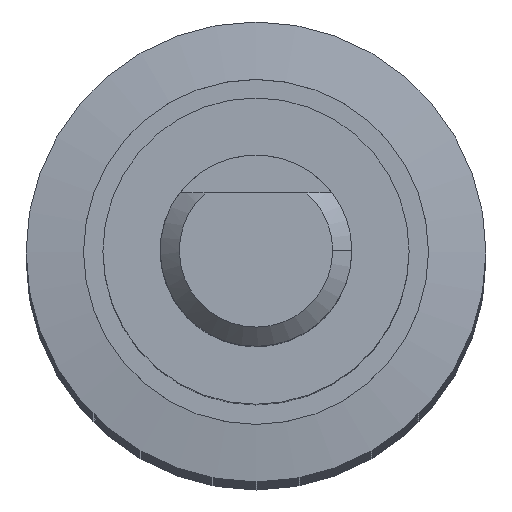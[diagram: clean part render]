
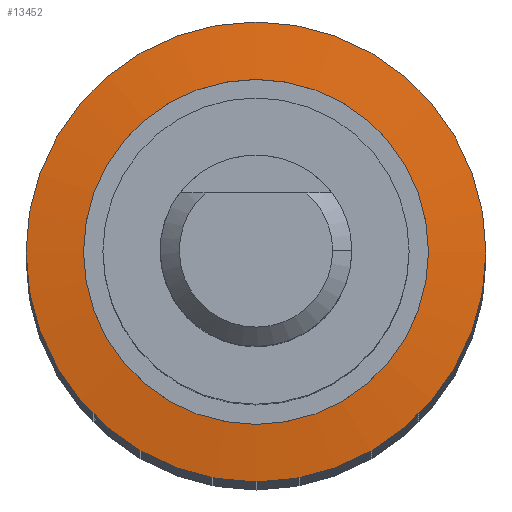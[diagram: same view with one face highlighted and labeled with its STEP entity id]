
A CAD part, top view. The second image highlights one B-rep face of the part: STEP entity #13452.
In plain terms, the highlighted conical face has half-angle 82.5 degrees and reference radius 4.5 mm.
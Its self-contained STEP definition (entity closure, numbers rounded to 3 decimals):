
#13384 = CYLINDRICAL_SURFACE('',#13385,6.);
#13385 = AXIS2_PLACEMENT_3D('',#13386,#13387,#13388);
#13386 = CARTESIAN_POINT('',(0.,0.,0.));
#13387 = DIRECTION('',(-0.,-0.,-1.));
#13388 = DIRECTION('',(1.,0.,0.));
#13402 = VERTEX_POINT('',#13403);
#13403 = CARTESIAN_POINT('',(6.,0.,127.4));
#13426 = EDGE_CURVE('',#13402,#13402,#13427,.T.);
#13427 = SURFACE_CURVE('',#13428,(#13433,#13440),.PCURVE_S1.);
#13428 = CIRCLE('',#13429,6.);
#13429 = AXIS2_PLACEMENT_3D('',#13430,#13431,#13432);
#13430 = CARTESIAN_POINT('',(0.,0.,127.4));
#13431 = DIRECTION('',(-0.,0.,1.));
#13432 = DIRECTION('',(1.,0.,0.));
#13433 = PCURVE('',#13384,#13434);
#13434 = DEFINITIONAL_REPRESENTATION('',(#13435),#13439);
#13435 = LINE('',#13436,#13437);
#13436 = CARTESIAN_POINT('',(-0.,-127.4));
#13437 = VECTOR('',#13438,1.);
#13438 = DIRECTION('',(-1.,0.));
#13439 = ( GEOMETRIC_REPRESENTATION_CONTEXT(2) 
PARAMETRIC_REPRESENTATION_CONTEXT() REPRESENTATION_CONTEXT('2D SPACE',''
  ) );
#13440 = PCURVE('',#13441,#13446);
#13441 = CONICAL_SURFACE('',#13442,4.5,1.44);
#13442 = AXIS2_PLACEMENT_3D('',#13443,#13444,#13445);
#13443 = CARTESIAN_POINT('',(0.,0.,127.597));
#13444 = DIRECTION('',(-0.,0.,-1.));
#13445 = DIRECTION('',(1.,0.,0.));
#13446 = DEFINITIONAL_REPRESENTATION('',(#13447),#13451);
#13447 = LINE('',#13448,#13449);
#13448 = CARTESIAN_POINT('',(-0.,0.197));
#13449 = VECTOR('',#13450,1.);
#13450 = DIRECTION('',(-1.,0.));
#13451 = ( GEOMETRIC_REPRESENTATION_CONTEXT(2) 
PARAMETRIC_REPRESENTATION_CONTEXT() REPRESENTATION_CONTEXT('2D SPACE',''
  ) );
#13452 = ADVANCED_FACE('',(#13453),#13441,.T.);
#13453 = FACE_BOUND('',#13454,.F.);
#13454 = EDGE_LOOP('',(#13455,#13478,#13505,#13506));
#13455 = ORIENTED_EDGE('',*,*,#13456,.F.);
#13456 = EDGE_CURVE('',#13457,#13402,#13459,.T.);
#13457 = VERTEX_POINT('',#13458);
#13458 = CARTESIAN_POINT('',(4.5,0.,127.597));
#13459 = SEAM_CURVE('',#13460,(#13464,#13471),.PCURVE_S1.);
#13460 = LINE('',#13461,#13462);
#13461 = CARTESIAN_POINT('',(4.5,0.,127.597));
#13462 = VECTOR('',#13463,1.);
#13463 = DIRECTION('',(0.991,0.,-0.131));
#13464 = PCURVE('',#13441,#13465);
#13465 = DEFINITIONAL_REPRESENTATION('',(#13466),#13470);
#13466 = LINE('',#13467,#13468);
#13467 = CARTESIAN_POINT('',(-0.,0.));
#13468 = VECTOR('',#13469,1.);
#13469 = DIRECTION('',(-0.,1.));
#13470 = ( GEOMETRIC_REPRESENTATION_CONTEXT(2) 
PARAMETRIC_REPRESENTATION_CONTEXT() REPRESENTATION_CONTEXT('2D SPACE',''
  ) );
#13471 = PCURVE('',#13441,#13472);
#13472 = DEFINITIONAL_REPRESENTATION('',(#13473),#13477);
#13473 = LINE('',#13474,#13475);
#13474 = CARTESIAN_POINT('',(-6.283,0.));
#13475 = VECTOR('',#13476,1.);
#13476 = DIRECTION('',(-0.,1.));
#13477 = ( GEOMETRIC_REPRESENTATION_CONTEXT(2) 
PARAMETRIC_REPRESENTATION_CONTEXT() REPRESENTATION_CONTEXT('2D SPACE',''
  ) );
#13478 = ORIENTED_EDGE('',*,*,#13479,.T.);
#13479 = EDGE_CURVE('',#13457,#13457,#13480,.T.);
#13480 = SURFACE_CURVE('',#13481,(#13486,#13493),.PCURVE_S1.);
#13481 = CIRCLE('',#13482,4.5);
#13482 = AXIS2_PLACEMENT_3D('',#13483,#13484,#13485);
#13483 = CARTESIAN_POINT('',(0.,0.,127.597));
#13484 = DIRECTION('',(-0.,0.,1.));
#13485 = DIRECTION('',(1.,0.,0.));
#13486 = PCURVE('',#13441,#13487);
#13487 = DEFINITIONAL_REPRESENTATION('',(#13488),#13492);
#13488 = LINE('',#13489,#13490);
#13489 = CARTESIAN_POINT('',(-0.,0.));
#13490 = VECTOR('',#13491,1.);
#13491 = DIRECTION('',(-1.,0.));
#13492 = ( GEOMETRIC_REPRESENTATION_CONTEXT(2) 
PARAMETRIC_REPRESENTATION_CONTEXT() REPRESENTATION_CONTEXT('2D SPACE',''
  ) );
#13493 = PCURVE('',#13494,#13499);
#13494 = CYLINDRICAL_SURFACE('',#13495,4.5);
#13495 = AXIS2_PLACEMENT_3D('',#13496,#13497,#13498);
#13496 = CARTESIAN_POINT('',(0.,0.,128.203));
#13497 = DIRECTION('',(-0.,0.,-1.));
#13498 = DIRECTION('',(1.,0.,0.));
#13499 = DEFINITIONAL_REPRESENTATION('',(#13500),#13504);
#13500 = LINE('',#13501,#13502);
#13501 = CARTESIAN_POINT('',(-0.,0.605));
#13502 = VECTOR('',#13503,1.);
#13503 = DIRECTION('',(-1.,0.));
#13504 = ( GEOMETRIC_REPRESENTATION_CONTEXT(2) 
PARAMETRIC_REPRESENTATION_CONTEXT() REPRESENTATION_CONTEXT('2D SPACE',''
  ) );
#13505 = ORIENTED_EDGE('',*,*,#13456,.T.);
#13506 = ORIENTED_EDGE('',*,*,#13426,.F.);
